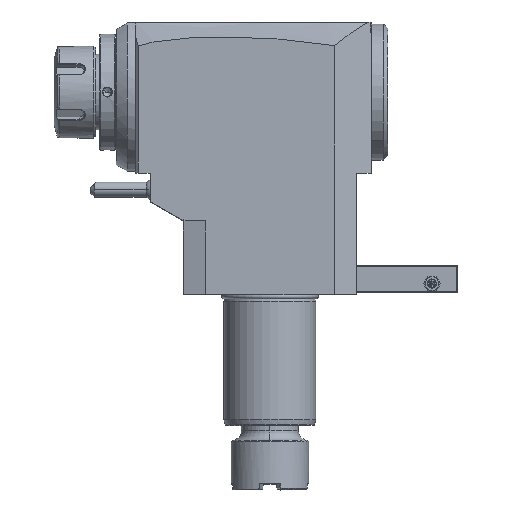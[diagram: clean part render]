
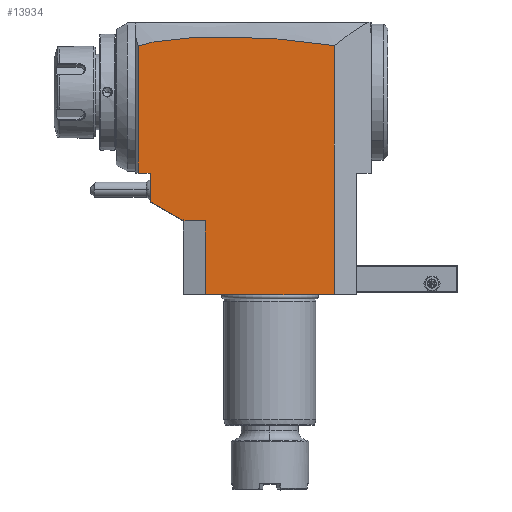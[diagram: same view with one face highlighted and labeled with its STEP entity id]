
A CAD part, top view. The second image highlights one B-rep face of the part: STEP entity #13934.
In plain terms, the highlighted planar face has unit normal (0, 0, 1).
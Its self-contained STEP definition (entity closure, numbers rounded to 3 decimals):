
#3333=DIRECTION('',(-1.,0.,0.));
#3334=VECTOR('',#3333,70.);
#3335=CARTESIAN_POINT('',(35.,0.,44.));
#3336=LINE('',#3335,#3334);
#3415=DIRECTION('',(1.,0.,0.));
#3416=VECTOR('',#3415,6.5);
#3417=CARTESIAN_POINT('',(-71.5,66.,44.));
#3418=LINE('',#3417,#3416);
#3423=DIRECTION('',(0.866,-0.5,0.));
#3424=VECTOR('',#3423,1.155);
#3425=CARTESIAN_POINT('',(-47.,40.577,44.));
#3426=LINE('',#3425,#3424);
#3427=DIRECTION('',(0.,1.,0.));
#3428=VECTOR('',#3427,0.577);
#3429=CARTESIAN_POINT('',(-47.,40.,44.));
#3430=LINE('',#3429,#3428);
#3431=DIRECTION('',(0.866,-0.5,0.));
#3432=VECTOR('',#3431,20.785);
#3433=CARTESIAN_POINT('',(-65.,50.392,44.));
#3434=LINE('',#3433,#3432);
#3435=DIRECTION('',(0.,-1.,0.));
#3436=VECTOR('',#3435,15.608);
#3437=CARTESIAN_POINT('',(-65.,66.,44.));
#3438=LINE('',#3437,#3436);
#3439=DIRECTION('',(0.,-1.,0.));
#3440=VECTOR('',#3439,69.054);
#3441=CARTESIAN_POINT('',(-71.5,135.054,44.));
#3442=LINE('',#3441,#3440);
#3443=CARTESIAN_POINT('',(35.,135.17,44.));
#3444=CARTESIAN_POINT('',(33.869,135.389,44.));
#3445=CARTESIAN_POINT('',(31.566,135.81,44.));
#3446=CARTESIAN_POINT('',(27.983,136.395,44.));
#3447=CARTESIAN_POINT('',(24.282,136.935,44.));
#3448=CARTESIAN_POINT('',(20.468,137.432,44.));
#3449=CARTESIAN_POINT('',(16.549,137.887,44.));
#3450=CARTESIAN_POINT('',(12.422,138.31,44.));
#3451=CARTESIAN_POINT('',(7.992,138.707,44.));
#3452=CARTESIAN_POINT('',(3.132,139.077,44.));
#3453=CARTESIAN_POINT('',(-2.022,139.398,44.));
#3454=CARTESIAN_POINT('',(-7.244,139.651,44.));
#3455=CARTESIAN_POINT('',(-12.426,139.834,44.));
#3456=CARTESIAN_POINT('',(-17.593,139.947,44.));
#3457=CARTESIAN_POINT('',(-22.72,139.991,44.));
#3458=CARTESIAN_POINT('',(-27.731,139.966,44.));
#3459=CARTESIAN_POINT('',(-32.584,139.874,44.));
#3460=CARTESIAN_POINT('',(-37.279,139.717,44.));
#3461=CARTESIAN_POINT('',(-41.697,139.501,44.));
#3462=CARTESIAN_POINT('',(-45.664,139.246,44.));
#3463=CARTESIAN_POINT('',(-49.177,138.965,44.));
#3464=CARTESIAN_POINT('',(-52.243,138.672,44.));
#3465=CARTESIAN_POINT('',(-54.933,138.375,44.));
#3466=CARTESIAN_POINT('',(-57.329,138.072,44.));
#3467=CARTESIAN_POINT('',(-59.462,137.769,44.));
#3468=CARTESIAN_POINT('',(-61.342,137.471,44.));
#3469=CARTESIAN_POINT('',(-62.985,137.183,44.));
#3470=CARTESIAN_POINT('',(-64.443,136.904,44.));
#3471=CARTESIAN_POINT('',(-65.771,136.626,44.));
#3472=CARTESIAN_POINT('',(-67.027,136.341,44.));
#3473=CARTESIAN_POINT('',(-68.257,136.035,44.));
#3474=CARTESIAN_POINT('',(-69.43,135.715,44.));
#3475=CARTESIAN_POINT('',(-70.527,135.384,44.));
#3476=CARTESIAN_POINT('',(-71.186,135.164,44.));
#3477=CARTESIAN_POINT('',(-71.5,135.054,44.));
#3479=DIRECTION('',(0.,-1.,0.));
#3480=VECTOR('',#3479,135.17);
#3481=CARTESIAN_POINT('',(35.,135.17,44.));
#3482=LINE('',#3481,#3480);
#3523=DIRECTION('',(0.,-1.,0.));
#3524=VECTOR('',#3523,40.);
#3525=CARTESIAN_POINT('',(-35.,40.,44.));
#3526=LINE('',#3525,#3524);
#3539=DIRECTION('',(1.,0.,0.));
#3540=VECTOR('',#3539,11.);
#3541=CARTESIAN_POINT('',(-46.,40.,44.));
#3542=LINE('',#3541,#3540);
#10386=CARTESIAN_POINT('',(-71.5,66.,44.));
#10387=VERTEX_POINT('',#10386);
#10388=VERTEX_POINT('',#3443);
#10389=VERTEX_POINT('',#3477);
#10408=CARTESIAN_POINT('',(-46.,40.,44.));
#10409=CARTESIAN_POINT('',(-35.,40.,44.));
#10410=VERTEX_POINT('',#10408);
#10411=VERTEX_POINT('',#10409);
#10729=CARTESIAN_POINT('',(35.,0.,44.));
#10730=CARTESIAN_POINT('',(-35.,0.,44.));
#10731=VERTEX_POINT('',#10729);
#10732=VERTEX_POINT('',#10730);
#10757=CARTESIAN_POINT('',(-65.,50.392,44.));
#10758=CARTESIAN_POINT('',(-47.,40.,44.));
#10759=VERTEX_POINT('',#10757);
#10760=VERTEX_POINT('',#10758);
#10805=CARTESIAN_POINT('',(-47.,40.577,44.));
#10807=VERTEX_POINT('',#10805);
#10869=CARTESIAN_POINT('',(-65.,66.,44.));
#10870=VERTEX_POINT('',#10869);
#13908=CARTESIAN_POINT('',(-53.475,40.,44.));
#13909=DIRECTION('',(0.,0.,1.));
#13910=DIRECTION('',(1.,0.,0.));
#13911=AXIS2_PLACEMENT_3D('',#13908,#13909,#13910);
#13912=PLANE('',#13911);
#13914=ORIENTED_EDGE('',*,*,#13913,.F.);
#13916=ORIENTED_EDGE('',*,*,#13915,.F.);
#13918=ORIENTED_EDGE('',*,*,#13917,.F.);
#13919=ORIENTED_EDGE('',*,*,#13888,.F.);
#13920=ORIENTED_EDGE('',*,*,#13877,.F.);
#13922=ORIENTED_EDGE('',*,*,#13921,.F.);
#13924=ORIENTED_EDGE('',*,*,#13923,.F.);
#13926=ORIENTED_EDGE('',*,*,#13925,.T.);
#13927=ORIENTED_EDGE('',*,*,#13816,.T.);
#13929=ORIENTED_EDGE('',*,*,#13928,.F.);
#13931=ORIENTED_EDGE('',*,*,#13930,.F.);
#13932=EDGE_LOOP('',(#13914,#13916,#13918,#13919,#13920,#13922,#13924,#13926,
#13927,#13929,#13931));
#13933=FACE_OUTER_BOUND('',#13932,.F.);
#3478=B_SPLINE_CURVE_WITH_KNOTS('',3,(#3443,#3444,#3445,#3446,#3447,#3448,#3449,
#3450,#3451,#3452,#3453,#3454,#3455,#3456,#3457,#3458,#3459,#3460,#3461,#3462,
#3463,#3464,#3465,#3466,#3467,#3468,#3469,#3470,#3471,#3472,#3473,#3474,#3475,
#3476,#3477),.UNSPECIFIED.,.F.,.F.,(4,1,1,1,1,1,1,1,1,1,1,1,1,1,1,1,1,1,1,1,1,1,
1,1,1,1,1,1,1,1,1,1,4),(0.,0.031,0.063,0.094,0.125,0.156,
0.188,0.219,0.25,0.281,0.313,0.344,0.375,0.406,
0.438,0.469,0.5,0.531,0.563,0.594,0.625,0.656,
0.688,0.719,0.75,0.781,0.813,0.844,0.875,0.906,
0.938,0.969,1.),.UNSPECIFIED.);
#13816=EDGE_CURVE('',#10731,#10732,#3336,.T.);
#13877=EDGE_CURVE('',#10387,#10870,#3418,.T.);
#13888=EDGE_CURVE('',#10870,#10759,#3438,.T.);
#13913=EDGE_CURVE('',#10807,#10410,#3426,.T.);
#13915=EDGE_CURVE('',#10760,#10807,#3430,.T.);
#13917=EDGE_CURVE('',#10759,#10760,#3434,.T.);
#13921=EDGE_CURVE('',#10389,#10387,#3442,.T.);
#13923=EDGE_CURVE('',#10388,#10389,#3478,.T.);
#13925=EDGE_CURVE('',#10388,#10731,#3482,.T.);
#13928=EDGE_CURVE('',#10411,#10732,#3526,.T.);
#13930=EDGE_CURVE('',#10410,#10411,#3542,.T.);
#13934=ADVANCED_FACE('',(#13933),#13912,.T.);
